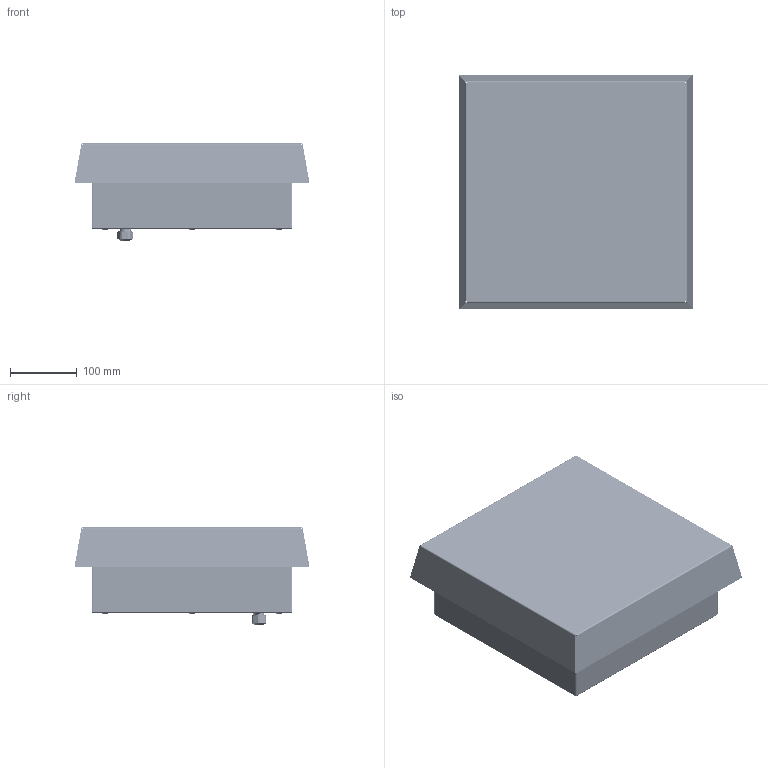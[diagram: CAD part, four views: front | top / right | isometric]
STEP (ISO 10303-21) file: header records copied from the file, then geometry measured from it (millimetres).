
FILE_DESCRIPTION(/* description */ (''),/* implementation_level */ '2;1');
FILE_NAME(/* name */ 'Крышной 190 и 220 для раздачи v1 v2.step',/* time_stamp */ '2020-11-02T21:19:58+03:00',/* author */ (''),/* organization */ (''),/* preprocessor_version */ 'ST-DEVELOPER v18.1',/* originating_system */ 'Autodesk Translation Framework v9.3.0.1241',/* authorisation */ '');
FILE_SCHEMA (('AUTOMOTIVE_DESIGN { 1 0 10303 214 3 1 1 }'));
Length unit declared in the file: millimetre
Products named in the file (6): Крышной 190 и 
220 для раздачи v1; Заклепки; 94020A367; PG9; Крышка; Корпус
Assembly tree (24 placements, depth 3):
  Крышной 190 и 
220 для раздачи v1
    Заклепки
      94020A367  x20
    PG9
    Крышка
    Корпус
Bounding box: 350.84 x 350.84 x 145.1 mm (x, y, z)
Volume: 11555308.8 mm3; surface area: 757912.6 mm2
Topology: 25 solids, 25 shells, 6101 faces, 15754 edges, 9729 vertices
Faces by surface type: plane 5566, cylinder 357, cone 108, bspline 65, sphere 4, torus 1
Full cylindrical faces by diameter (mm): 3.125 x160, 5.4 x20, 6.7 x20, 9.9 x20, 10.3 x1, 10.5 x1, 11 x1, 13.61 x8, 14.48 x2, 14.95 x8, 15.81 x7, 18 x1, 20.7 x1, 20.98 x1
Entity records: 22681 total; most frequent: CARTESIAN_POINT 9876, DIRECTION 2693, ORIENTED_EDGE 2628, EDGE_CURVE 1314, AXIS2_PLACEMENT_3D 963, VERTEX_POINT 818, LINE 767, VECTOR 767
